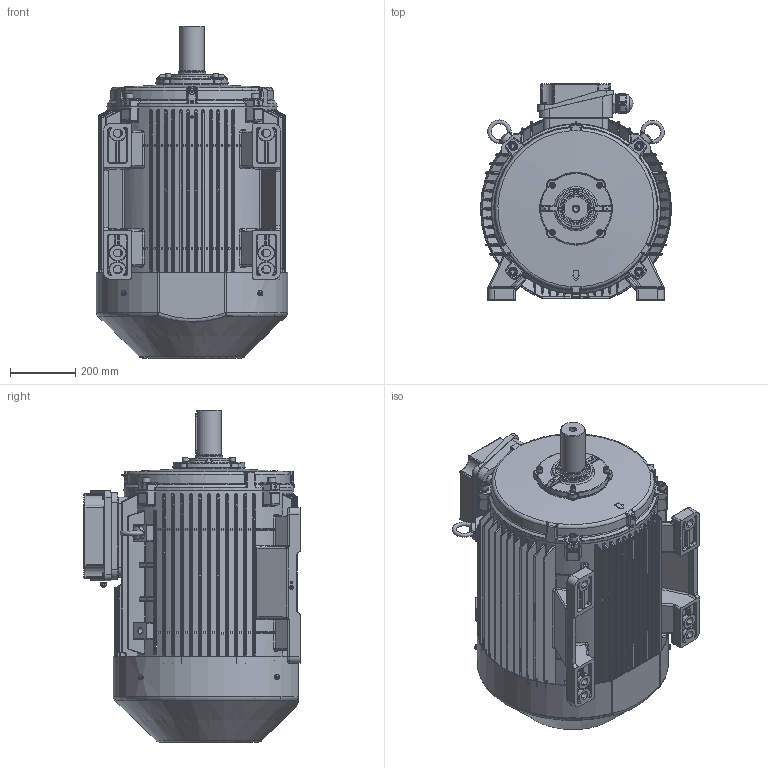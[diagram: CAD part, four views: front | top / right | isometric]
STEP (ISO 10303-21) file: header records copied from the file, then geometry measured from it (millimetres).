
FILE_DESCRIPTION(/* description */ (''),/* implementation_level */ '2;1');
FILE_NAME(/* name */ '662338201_AB-DIS GORUNUS QHG280-4 B3 KI.stp',/* time_stamp */ '2023-09-05T10:03:33+03:00',/* author */ (''),/* organization */ (''),/* preprocessor_version */ 'ST-DEVELOPER v18.102',/* originating_system */ 'SIEMENS PLM Software NX2206.8101',/* authorisation */ '');
FILE_SCHEMA (('AUTOMOTIVE_DESIGN { 1 0 10303 214 3 1 1 1 }'));
Length unit declared in the file: millimetre
Products named in the file (1): AB_objects
Bounding box: 587.95 x 664.21 x 1020.89 mm (x, y, z)
Surface area: 4637804.8 mm2 (no closed solid volume)
Topology: 0 solids, 110 shells, 4038 faces, 14806 edges, 10348 vertices
Faces by surface type: plane 1629, cylinder 1075, bspline 718, torus 387, cone 160, sphere 68, extrusion 1
Full cylindrical faces by diameter (mm): 4.5 x2, 7.2 x6, 10 x5, 14.75 x8, 15.73 x4, 16 x8, 18.5 x2, 21 x1, 23.67 x4, 40 x2, 51.001 x1, 52.3 x10, 58 x2, 74.4 x1, 75 x1, 85 x2, 97.5 x1, 99.829 x1, 520 x2
Entity records: 202714 total; most frequent: CARTESIAN_POINT 70341, DIRECTION 22118, ORIENTED_EDGE 21435, EDGE_CURVE 14530, VERTEX_POINT 10267, AXIS2_PLACEMENT_3D 7600, VECTOR 6918, LINE 6917
